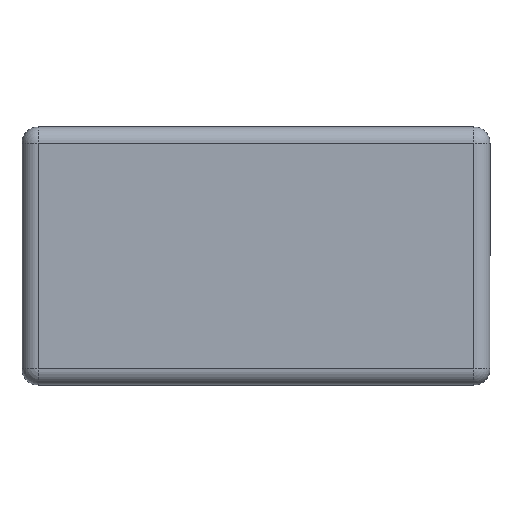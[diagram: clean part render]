
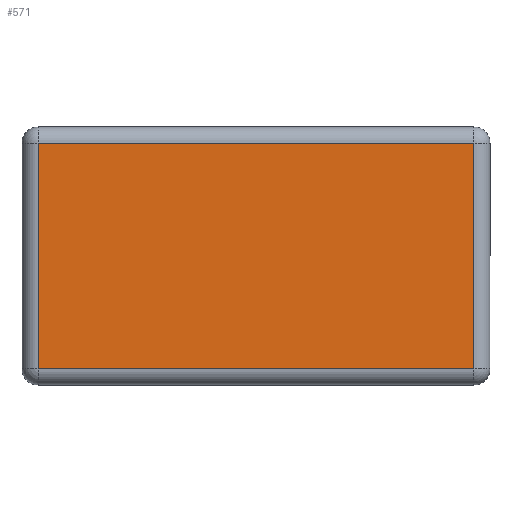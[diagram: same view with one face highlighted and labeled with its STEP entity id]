
A CAD part, front view. The second image highlights one B-rep face of the part: STEP entity #571.
In plain terms, the highlighted planar face has unit normal (0, -1, 0).
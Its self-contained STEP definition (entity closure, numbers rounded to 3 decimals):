
#29 = VERTEX_POINT ( 'NONE', #534 ) ;
#34 = VECTOR ( 'NONE', #99, 1000. ) ;
#49 = CARTESIAN_POINT ( 'NONE',  ( 27., 0., 0. ) ) ;
#58 = DIRECTION ( 'NONE',  ( -1., 0., 0. ) ) ;
#63 = VERTEX_POINT ( 'NONE', #635 ) ;
#75 = CARTESIAN_POINT ( 'NONE',  ( 0., 0., -14. ) ) ;
#83 = CARTESIAN_POINT ( 'NONE',  ( -27., 0., -14. ) ) ;
#99 = DIRECTION ( 'NONE',  ( 0., 0., 1. ) ) ;
#151 = FACE_OUTER_BOUND ( 'NONE', #168, .T. ) ;
#168 = EDGE_LOOP ( 'NONE', ( #185, #461, #625, #251 ) ) ;
#183 = LINE ( 'NONE', #49, #34 ) ;
#185 = ORIENTED_EDGE ( 'NONE', *, *, #586, .T. ) ;
#188 = DIRECTION ( 'NONE',  ( 0., 0., -1. ) ) ;
#204 = VECTOR ( 'NONE', #393, 1000. ) ;
#213 = LINE ( 'NONE', #75, #204 ) ;
#251 = ORIENTED_EDGE ( 'NONE', *, *, #464, .T. ) ;
#264 = VECTOR ( 'NONE', #188, 1000. ) ;
#288 = EDGE_CURVE ( 'NONE', #580, #29, #213, .T. ) ;
#297 = EDGE_CURVE ( 'NONE', #29, #605, #183, .T. ) ;
#303 = VECTOR ( 'NONE', #58, 1000. ) ;
#340 = CARTESIAN_POINT ( 'NONE',  ( 0., 0., 0. ) ) ;
#392 = CARTESIAN_POINT ( 'NONE',  ( -27., 0., 0. ) ) ;
#393 = DIRECTION ( 'NONE',  ( 1., 0., 0. ) ) ;
#461 = ORIENTED_EDGE ( 'NONE', *, *, #288, .T. ) ;
#464 = EDGE_CURVE ( 'NONE', #605, #63, #660, .T. ) ;
#494 = DIRECTION ( 'NONE',  ( 0., 0., 1. ) ) ;
#534 = CARTESIAN_POINT ( 'NONE',  ( 27., 0., -14. ) ) ;
#553 = CARTESIAN_POINT ( 'NONE',  ( 27., 0., 14. ) ) ;
#571 = ADVANCED_FACE ( 'NONE', ( #151 ), #657, .F. ) ;
#580 = VERTEX_POINT ( 'NONE', #83 ) ;
#586 = EDGE_CURVE ( 'NONE', #63, #580, #650, .T. ) ;
#597 = DIRECTION ( 'NONE',  ( 0., 1., 0. ) ) ;
#605 = VERTEX_POINT ( 'NONE', #553 ) ;
#625 = ORIENTED_EDGE ( 'NONE', *, *, #297, .T. ) ;
#630 = CARTESIAN_POINT ( 'NONE',  ( 0., 0., 14. ) ) ;
#631 = AXIS2_PLACEMENT_3D ( 'NONE', #340, #597, #494 ) ;
#635 = CARTESIAN_POINT ( 'NONE',  ( -27., 0., 14. ) ) ;
#650 = LINE ( 'NONE', #392, #264 ) ;
#657 = PLANE ( 'NONE',  #631 ) ;
#660 = LINE ( 'NONE', #630, #303 ) ;
